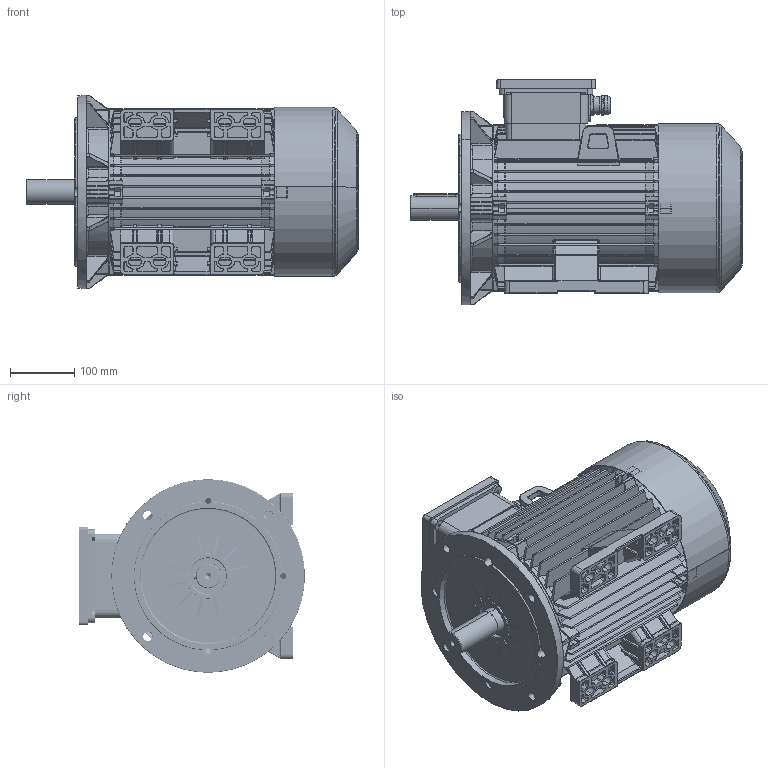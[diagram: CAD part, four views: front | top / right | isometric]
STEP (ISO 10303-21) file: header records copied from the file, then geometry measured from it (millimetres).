
FILE_DESCRIPTION (( 'STEP AP214' ), '1' );
FILE_NAME ('FCAP 132SM-B3 B5-IC411-2-4-6-8 POLES -TB TOP-LONG VERSION.STEP', '2024-09-24T12:40:49', ( '' ), ( '' ), 'SwSTEP 2.0', 'SolidWorks 2024', '' );
FILE_SCHEMA (( 'AUTOMOTIVE_DESIGN' ));
Length unit declared in the file: millimetre
Products named in the file (16): PRESSACAVO M25; Guarnizione scatola-motore 132; Scatola morsetti 132; Coperchio scatola morsetti 132; Guarnizione scatola-coperchio 132; FCAP 132SM-B3 B5-IC411-2-4-6-8 POLES -TB TOP-LONG VERSION; Flangia FC132_Cuscinetto_6208; parallel_din_Parallel key A10 x 8 x 70 DIN 6885; Scudo C160MT anteriore; Albero 132M PACCO 230 SCUDO POST.160T ALTO DIS. A30724; Gruppo Coprimorsettiera 132; Carcassa 132SM-B3-AX; Targhetta motore_LAMIERA ALLUMINIO; Tappo M25; Ventola alluminio 90; Copriventola 132M H.130
Assembly tree (15 placements, depth 3):
  FCAP 132SM-B3 B5-IC411-2-4-6-8 POLES -TB TOP-LONG VERSION
    Albero 132M PACCO 230 SCUDO POST.160T ALTO DIS. A30724
    parallel_din_Parallel key A10 x 8 x 70 DIN 6885
    Targhetta motore_LAMIERA ALLUMINIO
    Carcassa 132SM-B3-AX
    Gruppo Coprimorsettiera 132
      Scatola morsetti 132
      Coperchio scatola morsetti 132
      Guarnizione scatola-motore 132
      PRESSACAVO M25
      Tappo M25
      Guarnizione scatola-coperchio 132
    Copriventola 132M H.130
    Scudo C160MT anteriore
    Ventola alluminio 90
    Flangia FC132_Cuscinetto_6208
Bounding box: 515 x 350 x 300 mm (x, y, z)
Volume: 5102284.1 mm3; surface area: 2031155.4 mm2
Topology: 31 solids, 35 shells, 6164 faces, 16446 edges, 10418 vertices
Faces by surface type: plane 2533, cylinder 1420, cone 936, torus 754, bspline 371, sphere 150
Entity records: 213796 total; most frequent: CARTESIAN_POINT 62432, ORIENTED_EDGE 32772, DIRECTION 30346, EDGE_CURVE 16386, AXIS2_PLACEMENT_3D 11077, VERTEX_POINT 10400, VECTOR 8192, LINE 8192
